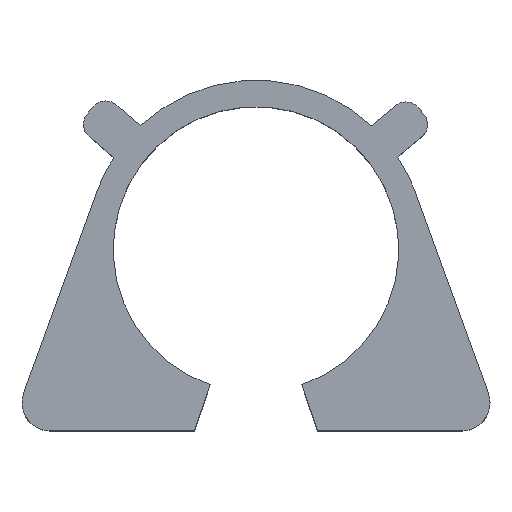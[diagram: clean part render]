
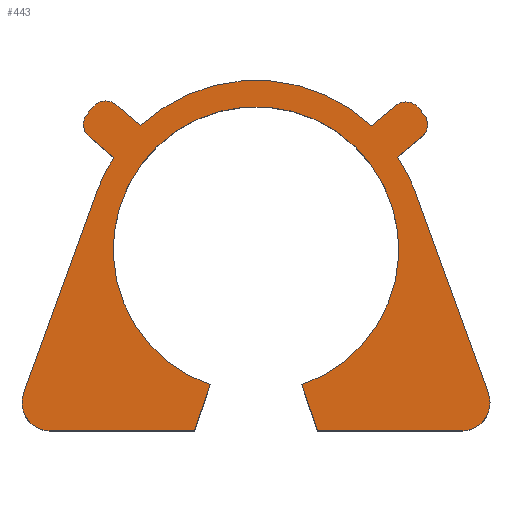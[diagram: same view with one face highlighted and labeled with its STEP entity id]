
A CAD part, top view. The second image highlights one B-rep face of the part: STEP entity #443.
In plain terms, the highlighted planar face has unit normal (0, 0, 1).
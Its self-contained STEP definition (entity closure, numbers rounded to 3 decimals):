
#16=PLANE('',#483);
#31=FACE_OUTER_BOUND('',#55,.T.);
#55=EDGE_LOOP('',(#307,#308,#309,#310,#311,#312,#313,#314,#315,#316,#317,
#318,#319,#320,#321,#322,#323,#324,#325,#326,#327,#328));
#79=LINE('',#671,#125);
#82=LINE('',#677,#128);
#83=LINE('',#679,#129);
#84=LINE('',#683,#130);
#85=LINE('',#685,#131);
#86=LINE('',#689,#132);
#87=LINE('',#693,#133);
#88=LINE('',#697,#134);
#89=LINE('',#701,#135);
#90=LINE('',#705,#136);
#91=LINE('',#709,#137);
#92=LINE('',#713,#138);
#125=VECTOR('',#535,10.);
#128=VECTOR('',#540,10.);
#129=VECTOR('',#541,10.);
#130=VECTOR('',#544,10.);
#131=VECTOR('',#545,10.);
#132=VECTOR('',#548,10.);
#133=VECTOR('',#551,10.);
#134=VECTOR('',#554,10.);
#135=VECTOR('',#557,10.);
#136=VECTOR('',#560,10.);
#137=VECTOR('',#563,10.);
#138=VECTOR('',#566,10.);
#169=CIRCLE('',#480,1.5);
#171=CIRCLE('',#484,7.57);
#172=CIRCLE('',#485,1.5);
#173=CIRCLE('',#486,8.97);
#174=CIRCLE('',#487,0.85);
#175=CIRCLE('',#488,0.85);
#176=CIRCLE('',#489,8.97);
#177=CIRCLE('',#490,0.85);
#178=CIRCLE('',#491,0.85);
#179=CIRCLE('',#492,8.97);
#189=VERTEX_POINT('',#661);
#190=VERTEX_POINT('',#662);
#193=VERTEX_POINT('',#670);
#195=VERTEX_POINT('',#676);
#196=VERTEX_POINT('',#678);
#197=VERTEX_POINT('',#680);
#198=VERTEX_POINT('',#682);
#199=VERTEX_POINT('',#684);
#200=VERTEX_POINT('',#686);
#201=VERTEX_POINT('',#688);
#202=VERTEX_POINT('',#690);
#203=VERTEX_POINT('',#692);
#204=VERTEX_POINT('',#694);
#205=VERTEX_POINT('',#696);
#206=VERTEX_POINT('',#698);
#207=VERTEX_POINT('',#700);
#208=VERTEX_POINT('',#702);
#209=VERTEX_POINT('',#704);
#210=VERTEX_POINT('',#706);
#211=VERTEX_POINT('',#708);
#212=VERTEX_POINT('',#710);
#213=VERTEX_POINT('',#712);
#233=EDGE_CURVE('',#189,#190,#169,.T.);
#237=EDGE_CURVE('',#193,#190,#79,.T.);
#240=EDGE_CURVE('',#189,#195,#82,.T.);
#241=EDGE_CURVE('',#195,#196,#83,.T.);
#242=EDGE_CURVE('',#196,#197,#171,.T.);
#243=EDGE_CURVE('',#197,#198,#84,.T.);
#244=EDGE_CURVE('',#198,#199,#85,.T.);
#245=EDGE_CURVE('',#200,#199,#172,.T.);
#246=EDGE_CURVE('',#200,#201,#86,.T.);
#247=EDGE_CURVE('',#201,#202,#173,.T.);
#248=EDGE_CURVE('',#202,#203,#87,.T.);
#249=EDGE_CURVE('',#204,#203,#174,.T.);
#250=EDGE_CURVE('',#204,#205,#88,.T.);
#251=EDGE_CURVE('',#206,#205,#175,.T.);
#252=EDGE_CURVE('',#206,#207,#89,.T.);
#253=EDGE_CURVE('',#207,#208,#176,.T.);
#254=EDGE_CURVE('',#208,#209,#90,.T.);
#255=EDGE_CURVE('',#210,#209,#177,.T.);
#256=EDGE_CURVE('',#210,#211,#91,.T.);
#257=EDGE_CURVE('',#212,#211,#178,.T.);
#258=EDGE_CURVE('',#212,#213,#92,.T.);
#259=EDGE_CURVE('',#213,#193,#179,.T.);
#307=ORIENTED_EDGE('',*,*,#233,.F.);
#308=ORIENTED_EDGE('',*,*,#240,.T.);
#309=ORIENTED_EDGE('',*,*,#241,.T.);
#310=ORIENTED_EDGE('',*,*,#242,.T.);
#311=ORIENTED_EDGE('',*,*,#243,.T.);
#312=ORIENTED_EDGE('',*,*,#244,.T.);
#313=ORIENTED_EDGE('',*,*,#245,.F.);
#314=ORIENTED_EDGE('',*,*,#246,.T.);
#315=ORIENTED_EDGE('',*,*,#247,.T.);
#316=ORIENTED_EDGE('',*,*,#248,.T.);
#317=ORIENTED_EDGE('',*,*,#249,.F.);
#318=ORIENTED_EDGE('',*,*,#250,.T.);
#319=ORIENTED_EDGE('',*,*,#251,.F.);
#320=ORIENTED_EDGE('',*,*,#252,.T.);
#321=ORIENTED_EDGE('',*,*,#253,.T.);
#322=ORIENTED_EDGE('',*,*,#254,.T.);
#323=ORIENTED_EDGE('',*,*,#255,.F.);
#324=ORIENTED_EDGE('',*,*,#256,.T.);
#325=ORIENTED_EDGE('',*,*,#257,.F.);
#326=ORIENTED_EDGE('',*,*,#258,.T.);
#327=ORIENTED_EDGE('',*,*,#259,.T.);
#328=ORIENTED_EDGE('',*,*,#237,.T.);
#443=ADVANCED_FACE('',(#31),#16,.T.);
#480=AXIS2_PLACEMENT_3D('',#663,#527,#528);
#483=AXIS2_PLACEMENT_3D('',#675,#538,#539);
#484=AXIS2_PLACEMENT_3D('',#681,#542,#543);
#485=AXIS2_PLACEMENT_3D('',#687,#546,#547);
#486=AXIS2_PLACEMENT_3D('',#691,#549,#550);
#487=AXIS2_PLACEMENT_3D('',#695,#552,#553);
#488=AXIS2_PLACEMENT_3D('',#699,#555,#556);
#489=AXIS2_PLACEMENT_3D('',#703,#558,#559);
#490=AXIS2_PLACEMENT_3D('',#707,#561,#562);
#491=AXIS2_PLACEMENT_3D('',#711,#564,#565);
#492=AXIS2_PLACEMENT_3D('',#714,#567,#568);
#527=DIRECTION('center_axis',(0.,0.,-1.));
#528=DIRECTION('ref_axis',(-0.819,-0.574,0.));
#535=DIRECTION('',(-0.342,-0.94,0.));
#538=DIRECTION('center_axis',(0.,0.,1.));
#539=DIRECTION('ref_axis',(1.,0.,0.));
#540=DIRECTION('',(1.,0.,0.));
#541=DIRECTION('',(0.321,0.947,0.));
#542=DIRECTION('center_axis',(0.,0.,-1.));
#543=DIRECTION('ref_axis',(1.,0.,0.));
#544=DIRECTION('',(0.321,-0.947,0.));
#545=DIRECTION('',(1.,0.,0.));
#546=DIRECTION('center_axis',(0.,0.,-1.));
#547=DIRECTION('ref_axis',(0.819,-0.574,0.));
#548=DIRECTION('',(-0.342,0.94,0.));
#549=DIRECTION('center_axis',(0.,0.,1.));
#550=DIRECTION('ref_axis',(1.,0.,0.));
#551=DIRECTION('',(0.766,0.643,0.));
#552=DIRECTION('center_axis',(0.,0.,-1.));
#553=DIRECTION('ref_axis',(0.996,-0.087,0.));
#554=DIRECTION('',(-0.643,0.766,0.));
#555=DIRECTION('center_axis',(0.,0.,-1.));
#556=DIRECTION('ref_axis',(0.087,0.996,0.));
#557=DIRECTION('',(-0.766,-0.643,0.));
#558=DIRECTION('center_axis',(0.,0.,1.));
#559=DIRECTION('ref_axis',(1.,0.,0.));
#560=DIRECTION('',(-0.766,0.643,0.));
#561=DIRECTION('center_axis',(0.,0.,-1.));
#562=DIRECTION('ref_axis',(-0.087,0.996,0.));
#563=DIRECTION('',(-0.643,-0.766,0.));
#564=DIRECTION('center_axis',(0.,0.,-1.));
#565=DIRECTION('ref_axis',(-0.996,-0.087,0.));
#566=DIRECTION('',(0.766,-0.643,0.));
#567=DIRECTION('center_axis',(0.,0.,1.));
#568=DIRECTION('ref_axis',(1.,0.,0.));
#661=CARTESIAN_POINT('',(-10.905,-9.62,8.));
#662=CARTESIAN_POINT('',(-12.314,-7.607,8.));
#663=CARTESIAN_POINT('Origin',(-10.905,-8.12,8.));
#670=CARTESIAN_POINT('',(-8.429,3.068,8.));
#671=CARTESIAN_POINT('',(-8.429,3.068,8.));
#675=CARTESIAN_POINT('Origin',(0.,-0.325,
8.));
#676=CARTESIAN_POINT('',(-3.26,-9.62,8.));
#677=CARTESIAN_POINT('',(-13.047,-9.62,8.));
#678=CARTESIAN_POINT('',(-2.429,-7.17,8.));
#679=CARTESIAN_POINT('',(0.,0.,8.));
#680=CARTESIAN_POINT('',(2.429,-7.17,8.));
#681=CARTESIAN_POINT('Origin',(0.,0.,8.));
#682=CARTESIAN_POINT('',(3.26,-9.62,8.));
#683=CARTESIAN_POINT('',(0.,0.,8.));
#684=CARTESIAN_POINT('',(10.905,-9.62,8.));
#685=CARTESIAN_POINT('',(-13.047,-9.62,8.));
#686=CARTESIAN_POINT('',(12.314,-7.607,8.));
#687=CARTESIAN_POINT('Origin',(10.905,-8.12,8.));
#688=CARTESIAN_POINT('',(8.429,3.068,8.));
#689=CARTESIAN_POINT('',(13.047,-9.62,8.));
#690=CARTESIAN_POINT('',(7.516,4.896,8.));
#691=CARTESIAN_POINT('Origin',(0.,0.,8.));
#692=CARTESIAN_POINT('',(8.791,5.965,8.));
#693=CARTESIAN_POINT('',(9.442,6.512,8.));
#694=CARTESIAN_POINT('',(8.896,7.163,8.));
#695=CARTESIAN_POINT('Origin',(8.245,6.617,8.));
#696=CARTESIAN_POINT('',(8.599,7.517,8.));
#697=CARTESIAN_POINT('',(8.053,8.168,8.));
#698=CARTESIAN_POINT('',(7.401,7.622,8.));
#699=CARTESIAN_POINT('Origin',(7.948,6.971,8.));
#700=CARTESIAN_POINT('',(6.126,6.552,8.));
#701=CARTESIAN_POINT('',(8.053,8.168,8.));
#702=CARTESIAN_POINT('',(-6.109,6.568,8.));
#703=CARTESIAN_POINT('Origin',(0.,0.,8.));
#704=CARTESIAN_POINT('',(-7.425,7.673,8.));
#705=CARTESIAN_POINT('',(-8.076,8.219,8.));
#706=CARTESIAN_POINT('',(-8.623,7.568,8.));
#707=CARTESIAN_POINT('Origin',(-7.971,7.022,8.));
#708=CARTESIAN_POINT('',(-8.95,7.177,8.));
#709=CARTESIAN_POINT('',(-8.076,8.219,8.));
#710=CARTESIAN_POINT('',(-8.846,5.98,8.));
#711=CARTESIAN_POINT('Origin',(-8.299,6.631,8.));
#712=CARTESIAN_POINT('',(-7.529,4.875,8.));
#713=CARTESIAN_POINT('',(-9.497,6.526,8.));
#714=CARTESIAN_POINT('Origin',(0.,0.,8.));
